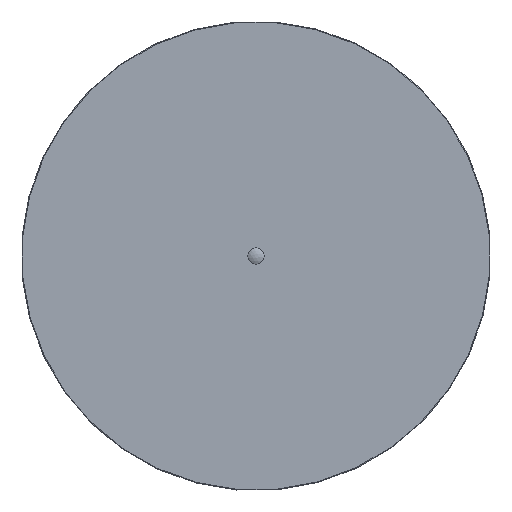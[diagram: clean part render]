
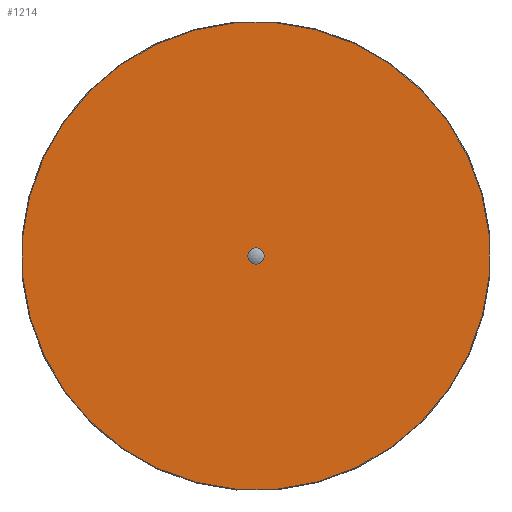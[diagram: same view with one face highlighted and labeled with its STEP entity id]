
A CAD part, front view. The second image highlights one B-rep face of the part: STEP entity #1214.
In plain terms, the highlighted planar face has unit normal (0, -1, 0).
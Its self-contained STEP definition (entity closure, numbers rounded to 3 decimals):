
#85=FACE_BOUND('',#237,.T.);
#107=PLANE('',#1366);
#155=FACE_OUTER_BOUND('',#236,.T.);
#236=EDGE_LOOP('',(#905,#906));
#237=EDGE_LOOP('',(#907,#908));
#369=CIRCLE('',#1280,4.);
#370=CIRCLE('',#1281,4.);
#421=CIRCLE('',#1363,174.5);
#422=CIRCLE('',#1364,174.5);
#464=VERTEX_POINT('',#1823);
#465=VERTEX_POINT('',#1825);
#523=VERTEX_POINT('',#2044);
#524=VERTEX_POINT('',#2045);
#584=EDGE_CURVE('',#465,#464,#369,.T.);
#585=EDGE_CURVE('',#464,#465,#370,.T.);
#661=EDGE_CURVE('',#523,#524,#421,.T.);
#662=EDGE_CURVE('',#524,#523,#422,.T.);
#905=ORIENTED_EDGE('',*,*,#661,.T.);
#906=ORIENTED_EDGE('',*,*,#662,.T.);
#907=ORIENTED_EDGE('',*,*,#584,.T.);
#908=ORIENTED_EDGE('',*,*,#585,.T.);
#1214=ADVANCED_FACE('',(#155,#85),#107,.T.);
#1280=AXIS2_PLACEMENT_3D('',#1826,#1452,#1453);
#1281=AXIS2_PLACEMENT_3D('',#1827,#1454,#1455);
#1363=AXIS2_PLACEMENT_3D('',#2046,#1640,#1641);
#1364=AXIS2_PLACEMENT_3D('',#2047,#1642,#1643);
#1366=AXIS2_PLACEMENT_3D('',#2049,#1646,#1647);
#1452=DIRECTION('center_axis',(0.,1.,0.));
#1453=DIRECTION('ref_axis',(-0.091,0.,0.996));
#1454=DIRECTION('center_axis',(0.,1.,0.));
#1455=DIRECTION('ref_axis',(-0.091,0.,0.996));
#1640=DIRECTION('center_axis',(0.,-1.,0.));
#1641=DIRECTION('ref_axis',(-0.996,0.,-0.091));
#1642=DIRECTION('center_axis',(0.,-1.,0.));
#1643=DIRECTION('ref_axis',(-0.996,0.,-0.091));
#1646=DIRECTION('center_axis',(0.,-1.,0.));
#1647=DIRECTION('ref_axis',(-0.091,0.,0.996));
#1823=CARTESIAN_POINT('',(-0.258,-86.675,-3.983));
#1825=CARTESIAN_POINT('',(-0.99,-86.675,3.983));
#1826=CARTESIAN_POINT('Origin',(-0.624,-86.675,0.));
#1827=CARTESIAN_POINT('Origin',(-0.624,-86.675,0.));
#2044=CARTESIAN_POINT('',(-174.393,-86.675,-15.961));
#2045=CARTESIAN_POINT('',(15.337,-86.675,-173.769));
#2046=CARTESIAN_POINT('Origin',(-0.624,-86.675,0.));
#2047=CARTESIAN_POINT('Origin',(-0.624,-86.675,0.));
#2049=CARTESIAN_POINT('Origin',(-0.624,-86.675,0.));
